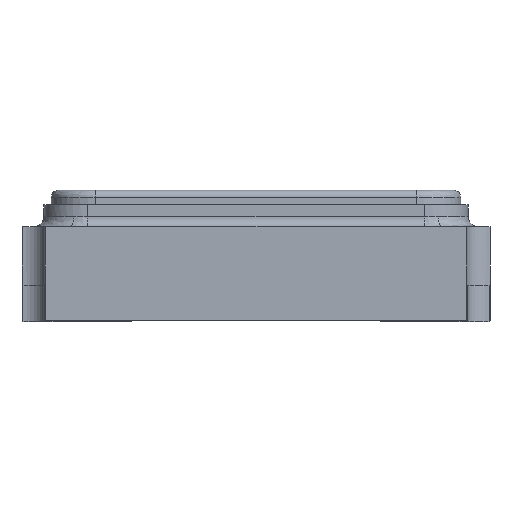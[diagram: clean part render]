
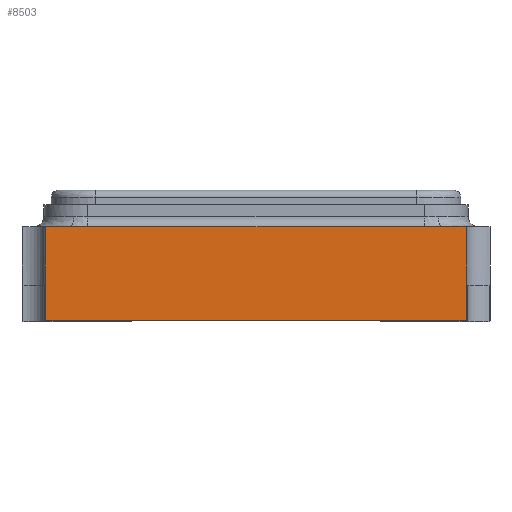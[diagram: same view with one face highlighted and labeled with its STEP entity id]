
A CAD part, front view. The second image highlights one B-rep face of the part: STEP entity #8503.
In plain terms, the highlighted planar face has unit normal (0, -1, 0).
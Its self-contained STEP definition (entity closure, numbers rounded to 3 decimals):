
#61 = LINE ( 'NONE', #7481, #6727 ) ;
#95 = ORIENTED_EDGE ( 'NONE', *, *, #8538, .F. ) ;
#125 = CARTESIAN_POINT ( 'NONE',  ( -1.44, -0.75, 0.65 ) ) ;
#428 = VERTEX_POINT ( 'NONE', #4981 ) ;
#752 = EDGE_CURVE ( 'NONE', #428, #9923, #3622, .T. ) ;
#843 = CARTESIAN_POINT ( 'NONE',  ( -1.44, -0.75, 0.65 ) ) ;
#1188 = EDGE_CURVE ( 'NONE', #9923, #7773, #61, .T. ) ;
#1189 = VERTEX_POINT ( 'NONE', #10640 ) ;
#1374 = DIRECTION ( 'NONE',  ( 1., 0., 0. ) ) ;
#1403 = VECTOR ( 'NONE', #9738, 1000. ) ;
#1451 = CARTESIAN_POINT ( 'NONE',  ( -1.27, -0.75, 0.65 ) ) ;
#1474 = LINE ( 'NONE', #5610, #6737 ) ;
#1762 = LINE ( 'NONE', #7671, #7445 ) ;
#1813 = EDGE_LOOP ( 'NONE', ( #6556, #10357, #4453, #6438, #10458, #95, #4621, #4533 ) ) ;
#1824 = CARTESIAN_POINT ( 'NONE',  ( 1.44, -0.75, 0.01 ) ) ;
#1898 = AXIS2_PLACEMENT_3D ( 'NONE', #2175, #5503, #8762 ) ;
#1975 = CARTESIAN_POINT ( 'NONE',  ( 1.44, -0.75, 0.65 ) ) ;
#2088 = VECTOR ( 'NONE', #7461, 1000. ) ;
#2127 = FACE_OUTER_BOUND ( 'NONE', #1813, .T. ) ;
#2175 = CARTESIAN_POINT ( 'NONE',  ( -1.44, -0.75, 0.65 ) ) ;
#2910 = VECTOR ( 'NONE', #7722, 1000. ) ;
#3432 = LINE ( 'NONE', #125, #7298 ) ;
#3622 = LINE ( 'NONE', #1975, #2910 ) ;
#3825 = EDGE_CURVE ( 'NONE', #6858, #428, #10618, .T. ) ;
#3834 = PLANE ( 'NONE',  #1898 ) ;
#3902 = VERTEX_POINT ( 'NONE', #6373 ) ;
#4306 = EDGE_CURVE ( 'NONE', #3902, #1189, #6309, .T. ) ;
#4453 = ORIENTED_EDGE ( 'NONE', *, *, #5933, .F. ) ;
#4533 = ORIENTED_EDGE ( 'NONE', *, *, #1188, .F. ) ;
#4621 = ORIENTED_EDGE ( 'NONE', *, *, #5164, .F. ) ;
#4981 = CARTESIAN_POINT ( 'NONE',  ( 1.44, -0.75, 0.65 ) ) ;
#5082 = DIRECTION ( 'NONE',  ( 1., 0., 0. ) ) ;
#5096 = DIRECTION ( 'NONE',  ( -1., 0., 0. ) ) ;
#5164 = EDGE_CURVE ( 'NONE', #7773, #9679, #3432, .T. ) ;
#5503 = DIRECTION ( 'NONE',  ( 0., 1., 0. ) ) ;
#5610 = CARTESIAN_POINT ( 'NONE',  ( -1.44, -0.75, 0.65 ) ) ;
#5644 = VERTEX_POINT ( 'NONE', #1451 ) ;
#5874 = DIRECTION ( 'NONE',  ( 0., 0., 1. ) ) ;
#5933 = EDGE_CURVE ( 'NONE', #1189, #6858, #1474, .T. ) ;
#6309 = LINE ( 'NONE', #6470, #1403 ) ;
#6373 = CARTESIAN_POINT ( 'NONE',  ( -1.15, -0.75, 0.65 ) ) ;
#6438 = ORIENTED_EDGE ( 'NONE', *, *, #4306, .F. ) ;
#6470 = CARTESIAN_POINT ( 'NONE',  ( -1.44, -0.75, 0.65 ) ) ;
#6479 = DIRECTION ( 'NONE',  ( 1., 0., 0. ) ) ;
#6554 = CARTESIAN_POINT ( 'NONE',  ( -1.44, -0.75, 0.01 ) ) ;
#6556 = ORIENTED_EDGE ( 'NONE', *, *, #752, .F. ) ;
#6727 = VECTOR ( 'NONE', #5096, 1000. ) ;
#6737 = VECTOR ( 'NONE', #1374, 1000. ) ;
#6858 = VERTEX_POINT ( 'NONE', #9781 ) ;
#7298 = VECTOR ( 'NONE', #5874, 1000. ) ;
#7445 = VECTOR ( 'NONE', #5082, 1000. ) ;
#7461 = DIRECTION ( 'NONE',  ( 1., 0., 0. ) ) ;
#7481 = CARTESIAN_POINT ( 'NONE',  ( -1.6, -0.75, 0.01 ) ) ;
#7671 = CARTESIAN_POINT ( 'NONE',  ( -1.44, -0.75, 0.65 ) ) ;
#7722 = DIRECTION ( 'NONE',  ( 0., 0., -1. ) ) ;
#7773 = VERTEX_POINT ( 'NONE', #6554 ) ;
#8036 = CARTESIAN_POINT ( 'NONE',  ( -1.44, -0.75, 0.65 ) ) ;
#8466 = VECTOR ( 'NONE', #6479, 1000. ) ;
#8503 = ADVANCED_FACE ( 'NONE', ( #2127 ), #3834, .F. ) ;
#8538 = EDGE_CURVE ( 'NONE', #9679, #5644, #1762, .T. ) ;
#8762 = DIRECTION ( 'NONE',  ( 0., 0., 1. ) ) ;
#9102 = LINE ( 'NONE', #843, #2088 ) ;
#9240 = EDGE_CURVE ( 'NONE', #5644, #3902, #9102, .T. ) ;
#9679 = VERTEX_POINT ( 'NONE', #10442 ) ;
#9738 = DIRECTION ( 'NONE',  ( 1., 0., 0. ) ) ;
#9781 = CARTESIAN_POINT ( 'NONE',  ( 1.27, -0.75, 0.65 ) ) ;
#9923 = VERTEX_POINT ( 'NONE', #1824 ) ;
#10357 = ORIENTED_EDGE ( 'NONE', *, *, #3825, .F. ) ;
#10442 = CARTESIAN_POINT ( 'NONE',  ( -1.44, -0.75, 0.65 ) ) ;
#10458 = ORIENTED_EDGE ( 'NONE', *, *, #9240, .F. ) ;
#10618 = LINE ( 'NONE', #8036, #8466 ) ;
#10640 = CARTESIAN_POINT ( 'NONE',  ( 1.15, -0.75, 0.65 ) ) ;
